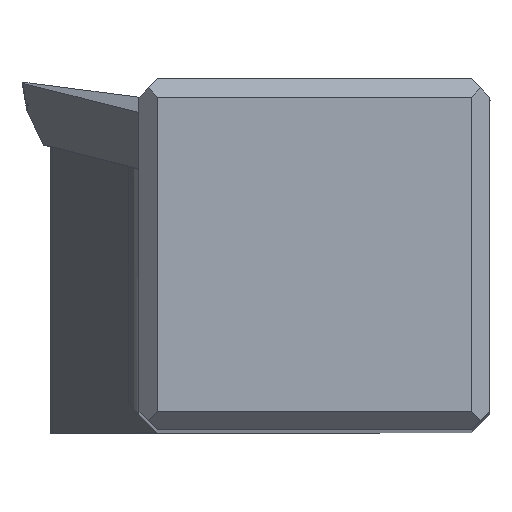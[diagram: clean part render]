
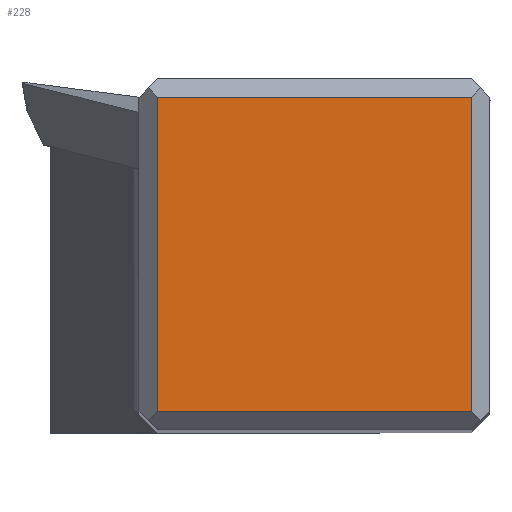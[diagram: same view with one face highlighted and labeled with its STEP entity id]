
A CAD part, top view. The second image highlights one B-rep face of the part: STEP entity #228.
In plain terms, the highlighted planar face has unit normal (0, 0, 1).
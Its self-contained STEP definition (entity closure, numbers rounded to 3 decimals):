
#147=FACE_OUTER_BOUND('',#369,.T.);
#228=ADVANCED_FACE('',(#147),#298,.T.);
#298=PLANE('',#1791);
#369=EDGE_LOOP('',(#658,#659,#660,#661));
#658=ORIENTED_EDGE('',*,*,#1148,.F.);
#659=ORIENTED_EDGE('',*,*,#1149,.T.);
#660=ORIENTED_EDGE('',*,*,#1150,.F.);
#661=ORIENTED_EDGE('',*,*,#1092,.F.);
#920=VERTEX_POINT('',#2512);
#921=VERTEX_POINT('',#2514);
#954=VERTEX_POINT('',#2624);
#955=VERTEX_POINT('',#2628);
#1092=EDGE_CURVE('',#920,#921,#1414,.T.);
#1148=EDGE_CURVE('',#954,#920,#1465,.T.);
#1149=EDGE_CURVE('',#954,#955,#1466,.T.);
#1150=EDGE_CURVE('',#921,#955,#1467,.T.);
#1414=LINE('',#2513,#1561);
#1465=LINE('',#2625,#1612);
#1466=LINE('',#2627,#1613);
#1467=LINE('',#2629,#1614);
#1561=VECTOR('',#2044,1.);
#1612=VECTOR('',#2149,1.);
#1613=VECTOR('',#2152,1.);
#1614=VECTOR('',#2153,1.);
#1791=AXIS2_PLACEMENT_3D('',#2630,#2154,#2155);
#2044=DIRECTION('',(-1.,0.,0.));
#2149=DIRECTION('',(0.,-1.,0.));
#2152=DIRECTION('',(-1.,0.,0.));
#2153=DIRECTION('',(0.,1.,0.));
#2154=DIRECTION('',(0.,0.,1.));
#2155=DIRECTION('',(-1.,0.,0.));
#2512=CARTESIAN_POINT('',(-1.,1.,0.));
#2513=CARTESIAN_POINT('',(-1.,1.,0.));
#2514=CARTESIAN_POINT('',(-18.05,1.,0.));
#2624=CARTESIAN_POINT('',(-1.,18.05,0.));
#2625=CARTESIAN_POINT('',(-1.,18.05,0.));
#2627=CARTESIAN_POINT('',(-1.,18.05,0.));
#2628=CARTESIAN_POINT('',(-18.05,18.05,0.));
#2629=CARTESIAN_POINT('',(-18.05,1.,0.));
#2630=CARTESIAN_POINT('',(-9.525,9.525,0.));
